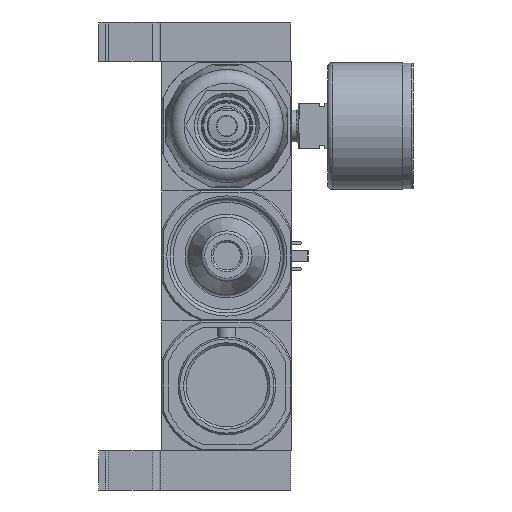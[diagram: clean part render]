
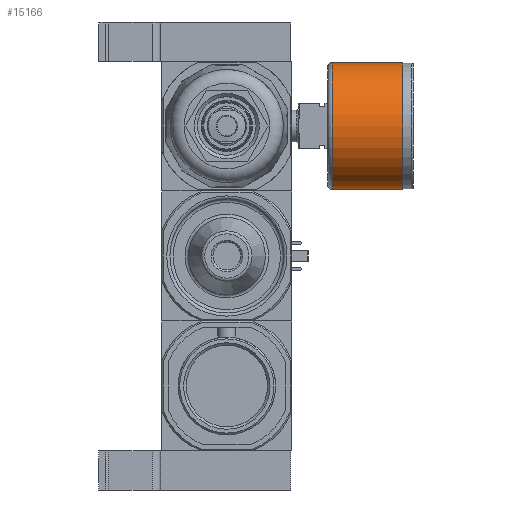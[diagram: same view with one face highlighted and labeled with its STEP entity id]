
A CAD part, front view. The second image highlights one B-rep face of the part: STEP entity #15166.
In plain terms, the highlighted cylindrical face has radius 19.5 mm (diameter 39 mm), a full revolution.
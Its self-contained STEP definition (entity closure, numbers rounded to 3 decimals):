
#566=CYLINDRICAL_SURFACE('',#21607,19.5);
#1256=CIRCLE('',#21606,19.5);
#1257=CIRCLE('',#21608,19.5);
#3974=ORIENTED_EDGE('',*,*,#7039,.F.);
#3975=ORIENTED_EDGE('',*,*,#7040,.T.);
#7039=EDGE_CURVE('',#8793,#8793,#1256,.T.);
#7040=EDGE_CURVE('',#8794,#8794,#1257,.T.);
#8793=VERTEX_POINT('',#30284);
#8794=VERTEX_POINT('',#30287);
#12200=EDGE_LOOP('',(#3974));
#12201=EDGE_LOOP('',(#3975));
#13509=FACE_BOUND('',#12200,.T.);
#13510=FACE_BOUND('',#12201,.T.);
#15166=ADVANCED_FACE('',(#13509,#13510),#566,.T.);
#21606=AXIS2_PLACEMENT_3D('',#30283,#24979,#24980);
#21607=AXIS2_PLACEMENT_3D('',#30285,#24981,#24982);
#21608=AXIS2_PLACEMENT_3D('',#30286,#24983,#24984);
#24979=DIRECTION('',(1.,0.,0.));
#24980=DIRECTION('',(0.,0.,-1.));
#24981=DIRECTION('',(1.,0.,0.));
#24982=DIRECTION('',(0.,0.,-1.));
#24983=DIRECTION('',(1.,0.,0.));
#24984=DIRECTION('',(0.,0.,-1.));
#30283=CARTESIAN_POINT('',(-3.2,0.,0.));
#30284=CARTESIAN_POINT('',(-3.2,0.,-19.5));
#30285=CARTESIAN_POINT('',(0.,0.,0.));
#30286=CARTESIAN_POINT('',(-24.85,0.,0.));
#30287=CARTESIAN_POINT('',(-24.85,0.,-19.5));
